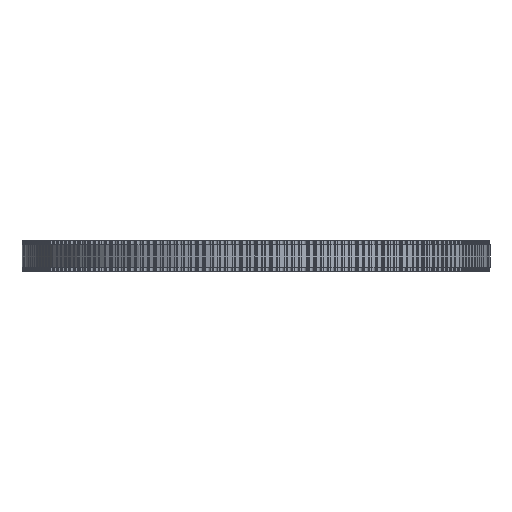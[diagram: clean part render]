
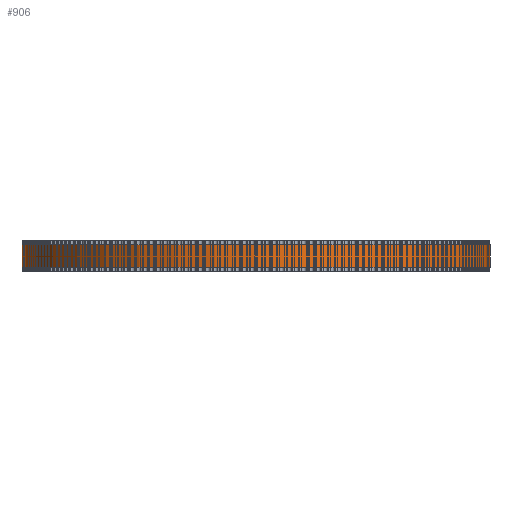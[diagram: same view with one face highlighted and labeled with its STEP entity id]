
A CAD part, front view. The second image highlights one B-rep face of the part: STEP entity #906.
In plain terms, the highlighted cylindrical face has radius 62.389 mm (diameter 124.777 mm), a full revolution.
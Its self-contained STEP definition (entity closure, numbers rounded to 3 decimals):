
#97=FACE_BOUND('',#3264,.T.);
#98=FACE_BOUND('',#3265,.T.);
#906=ADVANCED_FACE('',(#97,#98),#1691,.T.);
#1691=CYLINDRICAL_SURFACE('',#17391,62.389);
#3264=EDGE_LOOP('',(#9538));
#3265=EDGE_LOOP('',(#9539));
#9538=ORIENTED_EDGE('',*,*,#13462,.T.);
#9539=ORIENTED_EDGE('',*,*,#13463,.T.);
#11108=VERTEX_POINT('',#27600);
#11109=VERTEX_POINT('',#27602);
#13462=EDGE_CURVE('',#11108,#11108,#15032,.T.);
#13463=EDGE_CURVE('',#11109,#11109,#15033,.T.);
#15032=CIRCLE('',#17389,62.389);
#15033=CIRCLE('',#17390,62.389);
#17389=AXIS2_PLACEMENT_3D('',#27599,#22886,#22887);
#17390=AXIS2_PLACEMENT_3D('',#27601,#22888,#22889);
#17391=AXIS2_PLACEMENT_3D('',#27603,#22890,#22891);
#22886=DIRECTION('',(0.,0.,1.));
#22887=DIRECTION('',(1.,0.,0.));
#22888=DIRECTION('',(0.,0.,-1.));
#22889=DIRECTION('',(1.,0.,0.));
#22890=DIRECTION('',(0.,0.,1.));
#22891=DIRECTION('',(1.,0.,0.));
#27599=CARTESIAN_POINT('',(0.,0.,1.));
#27600=CARTESIAN_POINT('',(62.389,0.,1.));
#27601=CARTESIAN_POINT('',(0.,0.,7.));
#27602=CARTESIAN_POINT('',(62.389,0.,7.));
#27603=CARTESIAN_POINT('',(0.,0.,1.));
